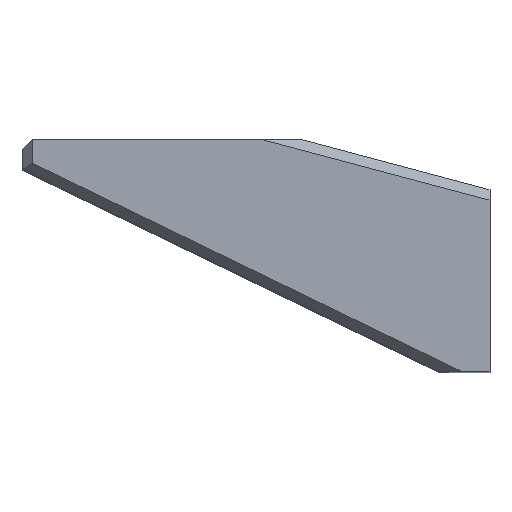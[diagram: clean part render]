
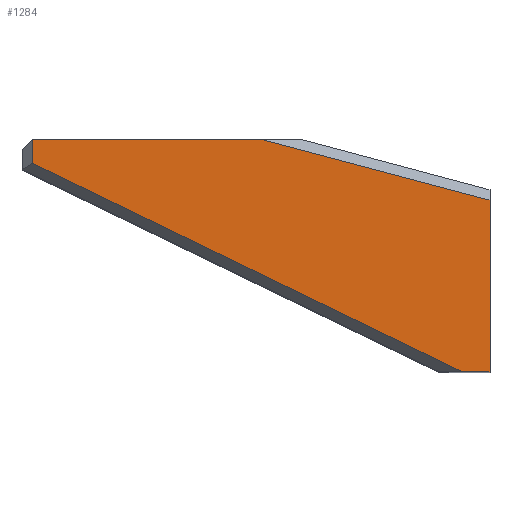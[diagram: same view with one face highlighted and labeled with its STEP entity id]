
A CAD part, top view. The second image highlights one B-rep face of the part: STEP entity #1284.
In plain terms, the highlighted planar face has unit normal (0, 0, 1).
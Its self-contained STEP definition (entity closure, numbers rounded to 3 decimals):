
#59=PLANE('',#1381);
#130=FACE_OUTER_BOUND('',#205,.T.);
#205=EDGE_LOOP('',(#1167,#1168,#1169,#1170,#1171,#1172));
#357=LINE('',#2887,#463);
#369=LINE('',#2911,#475);
#373=LINE('',#2919,#479);
#389=LINE('',#2950,#495);
#393=LINE('',#2956,#499);
#394=LINE('',#4114,#500);
#463=VECTOR('',#1565,10.);
#475=VECTOR('',#1587,10.);
#479=VECTOR('',#1595,10.);
#495=VECTOR('',#1623,10.);
#499=VECTOR('',#1631,10.);
#500=VECTOR('',#1654,10.);
#602=VERTEX_POINT('',#2884);
#603=VERTEX_POINT('',#2886);
#607=VERTEX_POINT('',#2904);
#610=VERTEX_POINT('',#2909);
#617=VERTEX_POINT('',#2931);
#621=VERTEX_POINT('',#2949);
#759=EDGE_CURVE('',#602,#603,#357,.T.);
#771=EDGE_CURVE('',#610,#607,#369,.T.);
#775=EDGE_CURVE('',#607,#602,#373,.T.);
#791=EDGE_CURVE('',#621,#617,#389,.T.);
#795=EDGE_CURVE('',#603,#621,#393,.T.);
#809=EDGE_CURVE('',#610,#617,#394,.T.);
#1167=ORIENTED_EDGE('',*,*,#771,.F.);
#1168=ORIENTED_EDGE('',*,*,#809,.T.);
#1169=ORIENTED_EDGE('',*,*,#791,.F.);
#1170=ORIENTED_EDGE('',*,*,#795,.F.);
#1171=ORIENTED_EDGE('',*,*,#759,.F.);
#1172=ORIENTED_EDGE('',*,*,#775,.F.);
#1284=ADVANCED_FACE('',(#130),#59,.T.);
#1381=AXIS2_PLACEMENT_3D('',#4113,#1652,#1653);
#1565=DIRECTION('',(-1.,0.,0.));
#1587=DIRECTION('',(0.966,-0.258,0.));
#1595=DIRECTION('',(0.,-1.,0.));
#1623=DIRECTION('',(0.,1.,0.));
#1631=DIRECTION('',(-0.9,0.436,0.));
#1652=DIRECTION('center_axis',(0.,0.,1.));
#1653=DIRECTION('ref_axis',(-1.,0.,0.));
#1654=DIRECTION('',(-1.,0.,0.));
#2884=CARTESIAN_POINT('',(52.,-84.602,677.5));
#2886=CARTESIAN_POINT('',(49.292,-84.602,677.5));
#2887=CARTESIAN_POINT('',(52.,-84.602,677.5));
#2904=CARTESIAN_POINT('',(52.,-67.637,677.5));
#2909=CARTESIAN_POINT('',(29.369,-61.602,677.5));
#2911=CARTESIAN_POINT('',(32.992,-62.568,677.5));
#2919=CARTESIAN_POINT('',(52.,-66.602,677.5));
#2931=CARTESIAN_POINT('',(6.75,-61.602,677.5));
#2949=CARTESIAN_POINT('',(6.75,-63.976,677.5));
#2950=CARTESIAN_POINT('',(6.75,-61.602,677.5));
#2956=CARTESIAN_POINT('',(37.355,-78.814,677.5));
#4113=CARTESIAN_POINT('Origin',(33.25,-61.602,677.5));
#4114=CARTESIAN_POINT('',(33.25,-61.602,677.5));
